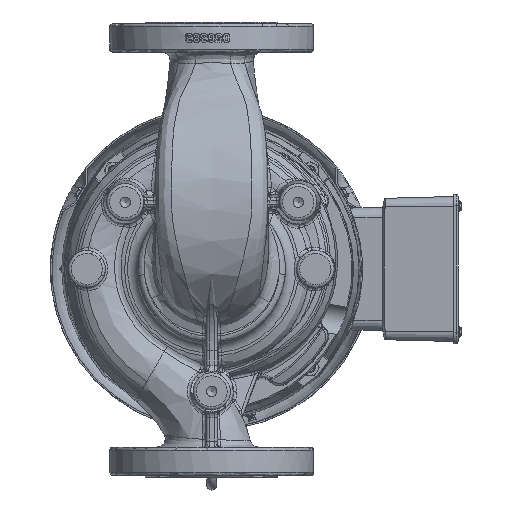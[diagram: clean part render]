
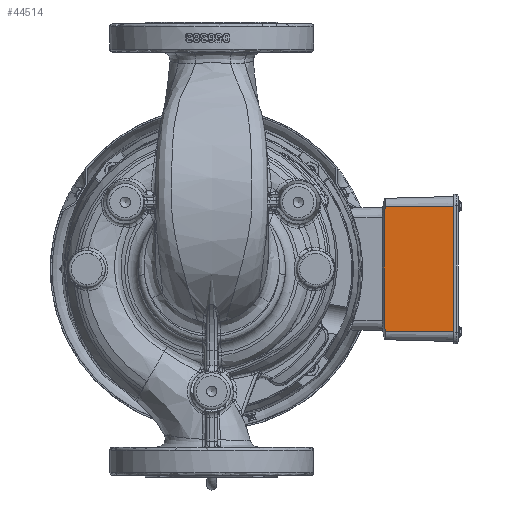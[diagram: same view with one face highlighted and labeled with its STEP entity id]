
A CAD part, front view. The second image highlights one B-rep face of the part: STEP entity #44514.
In plain terms, the highlighted planar face has unit normal (-0.026, -1, 0).
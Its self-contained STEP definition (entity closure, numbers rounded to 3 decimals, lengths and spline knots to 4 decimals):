
#457=(
BOUNDED_CURVE()
B_SPLINE_CURVE(2,(#164403,#164404,#164405),.UNSPECIFIED.,.F.,.F.)
B_SPLINE_CURVE_WITH_KNOTS((3,3),(15.943,23.4848),
 .UNSPECIFIED.)
CURVE()
GEOMETRIC_REPRESENTATION_ITEM()
RATIONAL_B_SPLINE_CURVE((7.782,8.562,8.562))
REPRESENTATION_ITEM('')
);
#458=(
BOUNDED_CURVE()
B_SPLINE_CURVE(2,(#164408,#164409,#164410,#164411),.UNSPECIFIED.,.F.,.F.)
B_SPLINE_CURVE_WITH_KNOTS((3,1,3),(23.4848,24.0956,31.0266),
 .UNSPECIFIED.)
CURVE()
GEOMETRIC_REPRESENTATION_ITEM()
RATIONAL_B_SPLINE_CURVE((8.562,8.562,8.498,
7.782))
REPRESENTATION_ITEM('')
);
#1516=PLANE('',#48253);
#6760=FACE_OUTER_BOUND('',#9214,.T.);
#9214=EDGE_LOOP('',(#38765,#38766,#38767,#38768,#38769,#38770));
#13483=LINE('',#164288,#15861);
#13495=LINE('',#164382,#15873);
#13496=LINE('',#164401,#15874);
#13497=LINE('',#164407,#15875);
#15861=VECTOR('',#57733,39.3701);
#15873=VECTOR('',#57769,39.3701);
#15874=VECTOR('',#57772,39.3701);
#15875=VECTOR('',#57773,39.3701);
#20265=VERTEX_POINT('',#164285);
#20266=VERTEX_POINT('',#164287);
#20283=VERTEX_POINT('',#164381);
#20284=VERTEX_POINT('',#164400);
#20285=VERTEX_POINT('',#164402);
#20286=VERTEX_POINT('',#164406);
#26957=EDGE_CURVE('',#20266,#20265,#13483,.T.);
#26981=EDGE_CURVE('',#20283,#20265,#13495,.T.);
#26983=EDGE_CURVE('',#20284,#20266,#13496,.T.);
#26984=EDGE_CURVE('',#20283,#20285,#457,.T.);
#26985=EDGE_CURVE('',#20285,#20286,#13497,.T.);
#26986=EDGE_CURVE('',#20286,#20284,#458,.T.);
#38765=ORIENTED_EDGE('',*,*,#26983,.T.);
#38766=ORIENTED_EDGE('',*,*,#26957,.T.);
#38767=ORIENTED_EDGE('',*,*,#26981,.F.);
#38768=ORIENTED_EDGE('',*,*,#26984,.T.);
#38769=ORIENTED_EDGE('',*,*,#26985,.T.);
#38770=ORIENTED_EDGE('',*,*,#26986,.T.);
#44514=ADVANCED_FACE('',(#6760),#1516,.T.);
#48253=AXIS2_PLACEMENT_3D('',#164399,#57770,#57771);
#57733=DIRECTION('',(0.,0.,1.));
#57769=DIRECTION('',(1.,-0.026,0.));
#57770=DIRECTION('center_axis',(-0.026,-1.,
0.));
#57771=DIRECTION('ref_axis',(-1.,0.026,0.));
#57772=DIRECTION('',(1.,-0.026,0.));
#57773=DIRECTION('',(0.,0.,-1.));
#164285=CARTESIAN_POINT('',(7.7156,14.0319,2.));
#164287=CARTESIAN_POINT('',(7.7156,14.0319,-2.));
#164288=CARTESIAN_POINT('',(7.7156,14.0319,-2.));
#164381=CARTESIAN_POINT('',(5.527,14.0892,2.));
#164382=CARTESIAN_POINT('',(7.7472,14.0311,2.));
#164399=CARTESIAN_POINT('Origin',(7.7472,14.0311,-2.));
#164400=CARTESIAN_POINT('',(5.527,14.0892,-2.));
#164401=CARTESIAN_POINT('',(7.7472,14.0311,-2.));
#164402=CARTESIAN_POINT('',(5.4971,14.09,1.63));
#164403=CARTESIAN_POINT('Ctrl Pts',(5.527,14.0892,2.));
#164404=CARTESIAN_POINT('Ctrl Pts',(5.4971,14.09,1.7981));
#164405=CARTESIAN_POINT('Ctrl Pts',(5.4971,14.09,1.63));
#164406=CARTESIAN_POINT('',(5.4971,14.09,-1.63));
#164407=CARTESIAN_POINT('',(5.4971,14.09,-2.));
#164408=CARTESIAN_POINT('Ctrl Pts',(5.4971,14.09,-1.63));
#164409=CARTESIAN_POINT('Ctrl Pts',(5.4971,14.09,-1.6436));
#164410=CARTESIAN_POINT('Ctrl Pts',(5.4993,14.0899,-1.8131));
#164411=CARTESIAN_POINT('Ctrl Pts',(5.527,14.0892,-2.));
